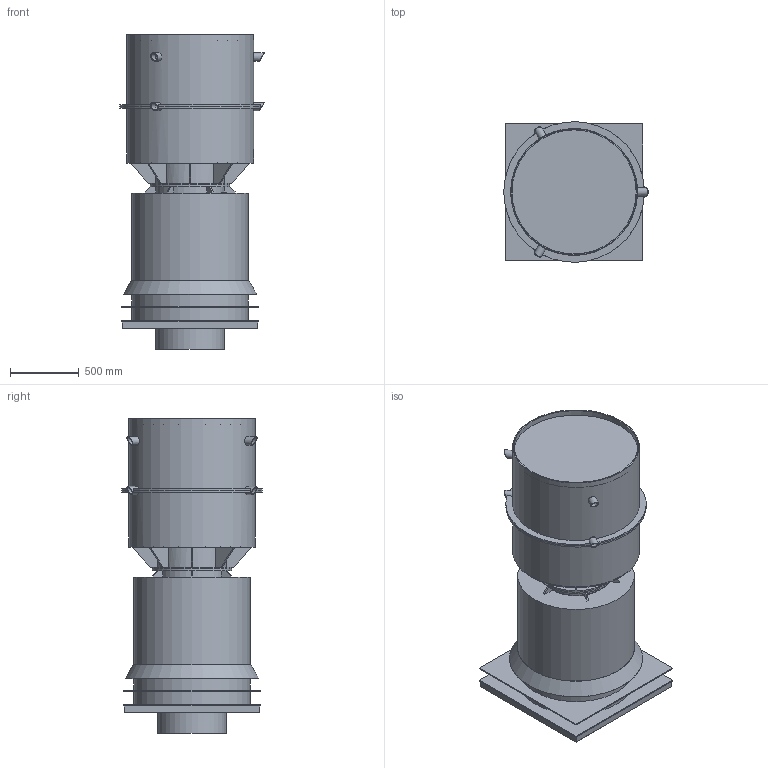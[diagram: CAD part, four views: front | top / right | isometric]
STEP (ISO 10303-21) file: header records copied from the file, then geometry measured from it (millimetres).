
FILE_DESCRIPTION(/* description */ ('VRV400 mit Schalldämmsockel'),/* implementation_level */ '2;1');
FILE_NAME(/* name */ 'VRV400_SDS_model.stp',/* time_stamp */ '2021-07-22T16:03:11+02:00',/* author */ ('Rissler'),/* organization */ ('Mietzsch GmbH Lufttechnik Dresden'),/* preprocessor_version */ 'ST-DEVELOPER v18.1',/* originating_system */ 'Autodesk Inventor 2020',/* authorisation */ '');
FILE_SCHEMA (('AUTOMOTIVE_DESIGN { 1 0 10303 214 3 1 1 }'));
Length unit declared in the file: millimetre
Products named in the file (1): VRV_iL_CSV
Bounding box: 1054 x 1025.63 x 2297 mm (x, y, z)
Volume: 393207424.8 mm3; surface area: 21792891.2 mm2
Topology: 18 solids, 18 shells, 278 faces, 695 edges, 443 vertices
Faces by surface type: plane 181, cylinder 93, cone 4
Full cylindrical faces by diameter (mm): 10 x24, 29 x1, 32 x2, 50 x9, 60 x9, 492 x1, 494 x2, 500 x6, 580 x2, 850 x3, 906 x1, 916 x1, 926 x1
Entity records: 9235 total; most frequent: CARTESIAN_POINT 2189, DIRECTION 1439, ORIENTED_EDGE 1404, EDGE_CURVE 702, AXIS2_PLACEMENT_3D 503, VERTEX_POINT 443, LINE 433, VECTOR 433
